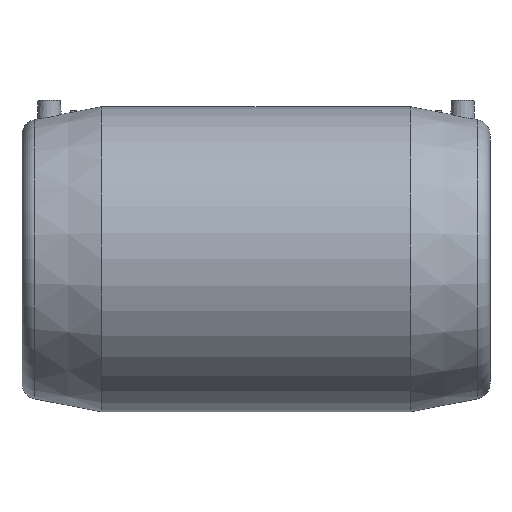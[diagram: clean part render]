
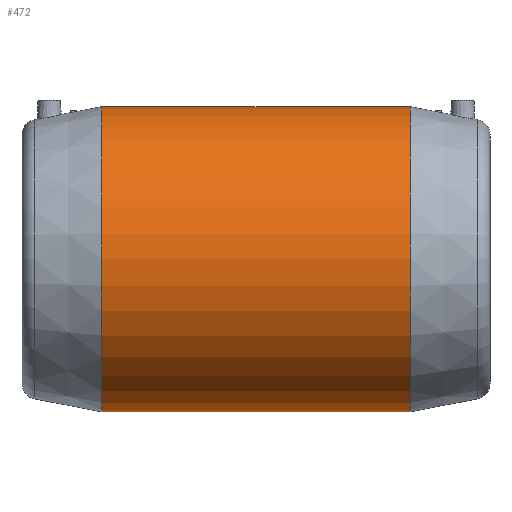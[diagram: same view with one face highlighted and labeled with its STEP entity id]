
A CAD part, front view. The second image highlights one B-rep face of the part: STEP entity #472.
In plain terms, the highlighted cylindrical face has radius 128.5 mm (diameter 257 mm), a full revolution.
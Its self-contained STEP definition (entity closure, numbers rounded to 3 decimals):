
#49=CYLINDRICAL_SURFACE('',#541,128.5);
#63=B_SPLINE_CURVE_WITH_KNOTS('',3,(#917,#918,#919,#920,#921,#922,#923,
#924,#925,#926,#927,#928,#929,#930,#931,#932,#933,#934,#935,#936,#937,#938,
#939,#940,#941,#942,#943,#944,#945,#946,#947,#948,#949,#950,#951,#952,#953,
#954,#955,#956,#957,#958,#959,#960,#961,#962,#963,#964,#965,#966,#967,#968,
#969,#970,#971,#972,#973,#974,#975,#976,#977,#978,#979,#980,#981,#982,#983,
#984,#985,#986,#987,#988,#989,#990),.UNSPECIFIED.,.T.,.F.,(1,1,1,1,1,1,
1,1,1,1,1,1,1,1,1,1,1,1,1,1,1,1,1,1,1,1,1,1,1,1,1,1,1,1,1,1,1,1,1,1,1,1,
1,1,1,1,1,1,1,1,1,1,1,1,1,1,1,1,1,1,1,1,1,1,1,1,1,1,1,1,1,1,1,1,1,1,1,1),
(-0.031,-0.02,-0.01,0.,0.01,
0.015,0.02,0.031,0.041,
0.051,0.061,0.072,0.082,
0.092,0.102,0.112,0.123,
0.133,0.138,0.143,0.153,
0.164,0.169,0.174,0.184,
0.194,0.204,0.215,0.225,
0.235,0.245,0.256,0.266,
0.276,0.286,0.297,0.307,
0.317,0.327,0.337,0.343,
0.348,0.358,0.363,0.368,
0.378,0.389,0.399,0.409,
0.419,0.429,0.44,0.45,
0.46,0.47,0.481,0.491,
0.501,0.506,0.511,0.521,
0.532,0.542,0.552,0.573,
0.578,0.583,0.593,0.603,
0.613,0.619,0.624,0.634,
0.644,0.654,0.665,0.67,
0.675),.UNSPECIFIED.);
#112=ORIENTED_EDGE('',*,*,#194,.T.);
#113=ORIENTED_EDGE('',*,*,#181,.F.);
#114=ORIENTED_EDGE('',*,*,#193,.T.);
#181=EDGE_CURVE('',#229,#229,#267,.T.);
#193=EDGE_CURVE('',#241,#241,#276,.T.);
#194=EDGE_CURVE('',#242,#242,#63,.T.);
#229=VERTEX_POINT('',#821);
#241=VERTEX_POINT('',#915);
#242=VERTEX_POINT('',#991);
#267=CIRCLE('',#525,128.5);
#276=CIRCLE('',#540,128.5);
#325=EDGE_LOOP('',(#112));
#326=EDGE_LOOP('',(#113));
#327=EDGE_LOOP('',(#114));
#399=FACE_BOUND('',#325,.T.);
#400=FACE_BOUND('',#326,.T.);
#401=FACE_BOUND('',#327,.T.);
#472=ADVANCED_FACE('',(#399,#400,#401),#49,.T.);
#525=AXIS2_PLACEMENT_3D('',#820,#612,#613);
#540=AXIS2_PLACEMENT_3D('',#914,#644,#645);
#541=AXIS2_PLACEMENT_3D('',#916,#646,#647);
#612=DIRECTION('',(-1.,0.,0.));
#613=DIRECTION('',(0.,0.,1.));
#644=DIRECTION('',(-1.,0.,0.));
#645=DIRECTION('',(0.,0.,1.));
#646=DIRECTION('',(-1.,0.,0.));
#647=DIRECTION('',(0.,0.,1.));
#820=CARTESIAN_POINT('',(-130.,0.,0.));
#821=CARTESIAN_POINT('',(-130.,0.,128.5));
#914=CARTESIAN_POINT('',(130.,0.,0.));
#915=CARTESIAN_POINT('',(130.,0.,128.5));
#916=CARTESIAN_POINT('',(-60.,0.,0.));
#917=CARTESIAN_POINT('',(101.607,128.219,-10.346));
#918=CARTESIAN_POINT('',(102.195,128.639,0.021));
#919=CARTESIAN_POINT('',(101.71,128.293,8.555));
#920=CARTESIAN_POINT('',(100.769,127.623,15.271));
#921=CARTESIAN_POINT('',(99.452,126.69,21.948));
#922=CARTESIAN_POINT('',(97.149,125.068,30.024));
#923=CARTESIAN_POINT('',(93.46,122.509,39.153));
#924=CARTESIAN_POINT('',(88.844,119.375,47.841));
#925=CARTESIAN_POINT('',(83.512,115.856,55.798));
#926=CARTESIAN_POINT('',(77.51,112.034,63.105));
#927=CARTESIAN_POINT('',(70.822,107.97,69.812));
#928=CARTESIAN_POINT('',(63.647,103.864,75.766));
#929=CARTESIAN_POINT('',(55.964,99.793,81.038));
#930=CARTESIAN_POINT('',(47.709,95.841,85.66));
#931=CARTESIAN_POINT('',(38.942,92.19,89.561));
#932=CARTESIAN_POINT('',(31.303,89.569,92.155));
#933=CARTESIAN_POINT('',(24.946,87.798,93.833));
#934=CARTESIAN_POINT('',(18.385,86.274,95.24));
#935=CARTESIAN_POINT('',(10.047,84.947,96.42));
#936=CARTESIAN_POINT('',(1.559,84.492,96.816));
#937=CARTESIAN_POINT('',(-5.331,84.694,96.64));
#938=CARTESIAN_POINT('',(-12.103,85.262,96.141));
#939=CARTESIAN_POINT('',(-20.407,86.614,94.936));
#940=CARTESIAN_POINT('',(-30.145,89.155,92.569));
#941=CARTESIAN_POINT('',(-39.289,92.326,89.422));
#942=CARTESIAN_POINT('',(-47.965,95.957,85.53));
#943=CARTESIAN_POINT('',(-56.242,99.933,80.868));
#944=CARTESIAN_POINT('',(-63.936,104.024,75.547));
#945=CARTESIAN_POINT('',(-71.085,108.126,69.57));
#946=CARTESIAN_POINT('',(-77.738,112.176,62.854));
#947=CARTESIAN_POINT('',(-83.736,116.002,55.496));
#948=CARTESIAN_POINT('',(-89.024,119.496,47.534));
#949=CARTESIAN_POINT('',(-93.6,122.606,38.858));
#950=CARTESIAN_POINT('',(-97.308,125.179,29.564));
#951=CARTESIAN_POINT('',(-100.012,127.085,19.886));
#952=CARTESIAN_POINT('',(-101.672,128.265,9.749));
#953=CARTESIAN_POINT('',(-102.185,128.632,-0.385));
#954=CARTESIAN_POINT('',(-101.685,128.275,-8.844));
#955=CARTESIAN_POINT('',(-100.709,127.58,-15.622));
#956=CARTESIAN_POINT('',(-99.38,126.639,-22.226));
#957=CARTESIAN_POINT('',(-97.541,125.344,-28.619));
#958=CARTESIAN_POINT('',(-95.218,123.729,-34.799));
#959=CARTESIAN_POINT('',(-92.564,121.901,-40.862));
#960=CARTESIAN_POINT('',(-88.736,119.303,-48.012));
#961=CARTESIAN_POINT('',(-83.41,115.79,-55.938));
#962=CARTESIAN_POINT('',(-77.335,111.925,-63.297));
#963=CARTESIAN_POINT('',(-70.704,107.901,-69.915));
#964=CARTESIAN_POINT('',(-63.541,103.805,-75.848));
#965=CARTESIAN_POINT('',(-55.788,99.703,-81.15));
#966=CARTESIAN_POINT('',(-47.528,95.761,-85.748));
#967=CARTESIAN_POINT('',(-38.852,92.158,-89.594));
#968=CARTESIAN_POINT('',(-29.655,89.005,-92.712));
#969=CARTESIAN_POINT('',(-19.92,86.514,-95.027));
#970=CARTESIAN_POINT('',(-9.986,84.938,-96.428));
#971=CARTESIAN_POINT('',(0.343,84.402,-96.894));
#972=CARTESIAN_POINT('',(8.799,84.898,-96.462));
#973=CARTESIAN_POINT('',(15.479,85.811,-95.651));
#974=CARTESIAN_POINT('',(22.131,87.06,-94.521));
#975=CARTESIAN_POINT('',(30.169,89.165,-92.558));
#976=CARTESIAN_POINT('',(39.29,92.324,-89.423));
#977=CARTESIAN_POINT('',(48.038,95.99,-85.494));
#978=CARTESIAN_POINT('',(58.984,101.254,-79.314));
#979=CARTESIAN_POINT('',(67.581,106.058,-72.783));
#980=CARTESIAN_POINT('',(74.331,110.102,-66.294));
#981=CARTESIAN_POINT('',(78.67,112.772,-61.704));
#982=CARTESIAN_POINT('',(83.647,115.944,-55.614));
#983=CARTESIAN_POINT('',(88.906,119.417,-47.725));
#984=CARTESIAN_POINT('',(92.676,121.977,-40.63));
#985=CARTESIAN_POINT('',(95.296,123.783,-34.607));
#986=CARTESIAN_POINT('',(97.635,125.41,-28.338));
#987=CARTESIAN_POINT('',(99.91,127.012,-20.316));
#988=CARTESIAN_POINT('',(101.607,128.219,-10.346));
#989=CARTESIAN_POINT('',(102.195,128.639,0.021));
#990=CARTESIAN_POINT('',(101.71,128.293,8.555));
#991=CARTESIAN_POINT('',(102.,128.5,0.));
